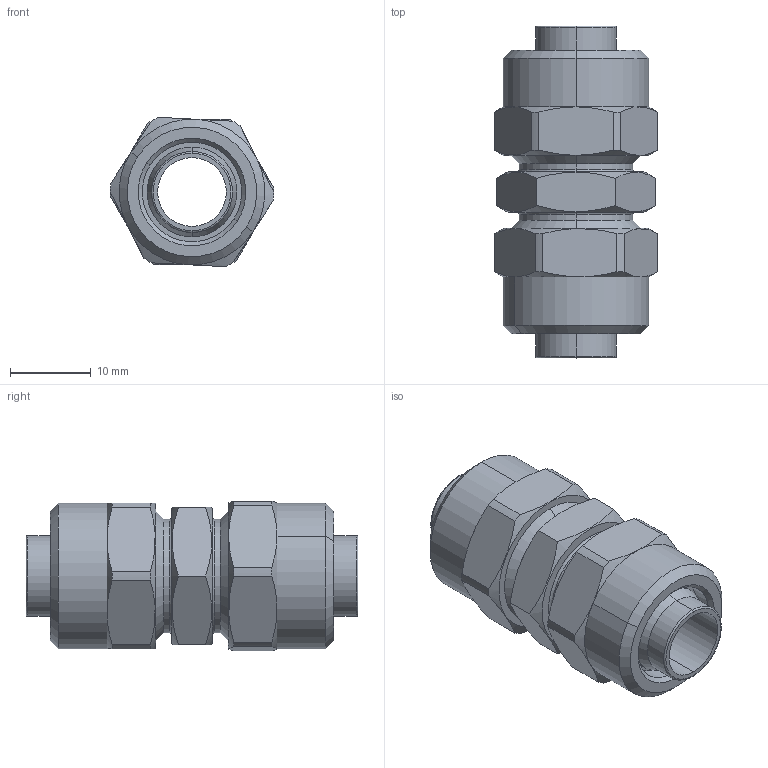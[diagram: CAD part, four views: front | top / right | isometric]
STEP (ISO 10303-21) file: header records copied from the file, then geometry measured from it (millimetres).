
FILE_DESCRIPTION(( 'MC.14.12.00.STEP' ), '1');
FILE_NAME( 'MC.14.12.00.STEP', '2018-11-12T10:51:58',( 'Sopra'),('sopra-pneumatic.com'), 'SwSTEP 2.0','SolidWorks 2009','' );
FILE_SCHEMA (( 'CONFIG_CONTROL_DESIGN' ));
Length unit declared in the file: millimetre
Products named in the file (1): 02040060
Bounding box: 20.2 x 41 x 18.45 mm (x, y, z)
Volume: 6737.1 mm3; surface area: 4268.2 mm2
Topology: 1 solids, 1 shells, 106 faces, 244 edges, 148 vertices
Faces by surface type: cone 36, cylinder 34, plane 28, torus 8
Entity records: 3381 total; most frequent: CARTESIAN_POINT 923, DIRECTION 514, ORIENTED_EDGE 488, EDGE_CURVE 244, AXIS2_PLACEMENT_3D 219, VERTEX_POINT 148, EDGE_LOOP 116, CIRCLE 112
